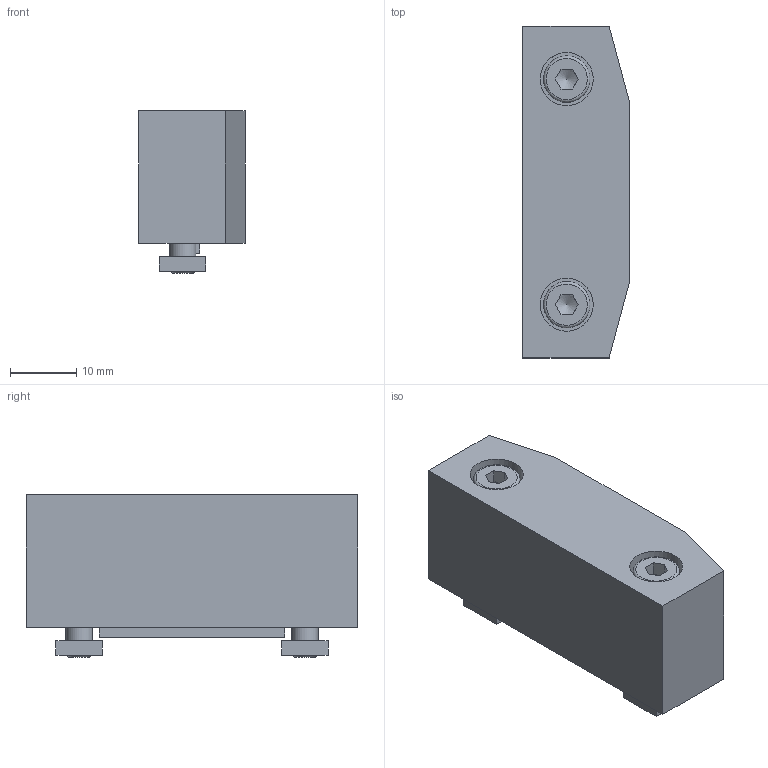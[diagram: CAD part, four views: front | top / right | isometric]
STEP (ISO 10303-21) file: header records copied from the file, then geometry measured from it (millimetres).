
FILE_DESCRIPTION(/* description */ (''),/* implementation_level */ '2;1');
FILE_NAME(/* name */ 'CAD_49032.stp',/* time_stamp */ '2016-03-19T10:44:32+01:00',/* author */ ('Hypex'),/* organization */ ('Hypex'),/* preprocessor_version */ 'ST-DEVELOPER v16.1',/* originating_system */ 'Autodesk Inventor 2016',/* authorisation */ '');
FILE_SCHEMA (('AUTOMOTIVE_DESIGN { 1 0 10303 214 3 1 1 }'));
Length unit declared in the file: millimetre
Products named in the file (1): CAD_49032
Bounding box: 16 x 50 x 24.5 mm (x, y, z)
Volume: 15489.3 mm3; surface area: 5754.9 mm2
Topology: 1 solids, 1 shells, 63 faces, 142 edges, 94 vertices
Faces by surface type: plane 45, cylinder 8, cone 6, torus 4
Full cylindrical faces by diameter (mm): 4 x2, 4.5 x2, 7 x2, 8 x2
Entity records: 1658 total; most frequent: CARTESIAN_POINT 290, DIRECTION 258, ORIENTED_EDGE 232, EDGE_CURVE 116, EDGE_LOOP 94, AXIS2_PLACEMENT_3D 90, VERTEX_POINT 86, LINE 78
